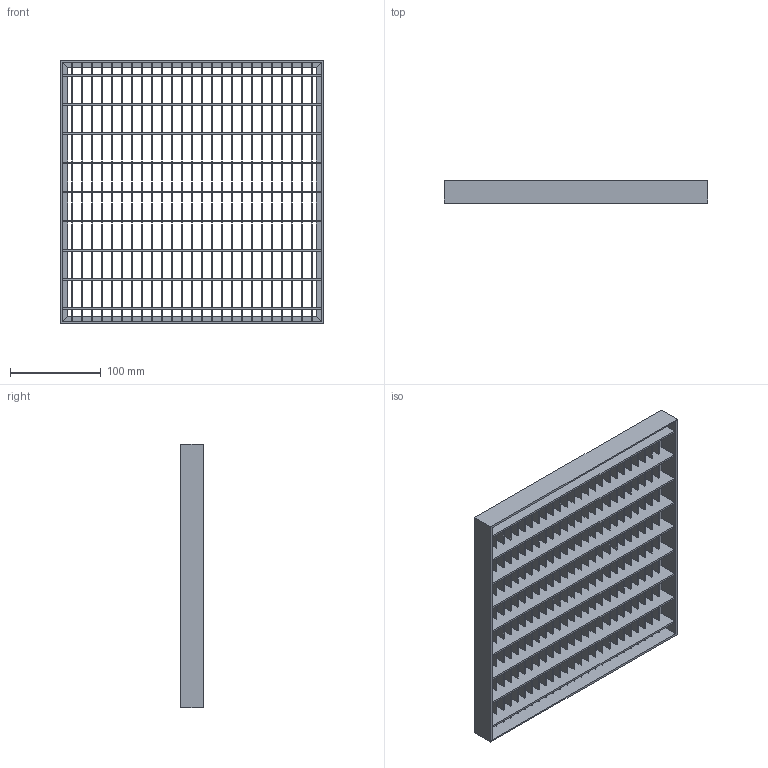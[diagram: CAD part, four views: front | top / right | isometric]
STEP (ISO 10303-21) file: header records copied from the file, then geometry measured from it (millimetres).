
FILE_DESCRIPTION (( 'STEP AP203' ), '1' );
FILE_NAME ('23.29293125.7.STEP', '2015-12-04T07:22:46', ( '' ), ( '' ), 'SwSTEP 2.0', 'SolidWorks 2015', '' );
FILE_SCHEMA (( 'CONFIG_CONTROL_DESIGN' ));
Length unit declared in the file: millimetre
Products named in the file (1): 23.29293125.7
Bounding box: 290 x 25 x 290 mm (x, y, z)
Volume: 252838 mm3; surface area: 340604 mm2
Topology: 1 solids, 1 shells, 934 faces, 3560 edges, 2368 vertices
Faces by surface type: plane 934
Entity records: 37738 total; most frequent: ORIENTED_EDGE 7120, CARTESIAN_POINT 6878, DIRECTION 5425, EDGE_CURVE 3560, LINE 3555, VECTOR 3555, VERTEX_POINT 2368, EDGE_LOOP 1194
